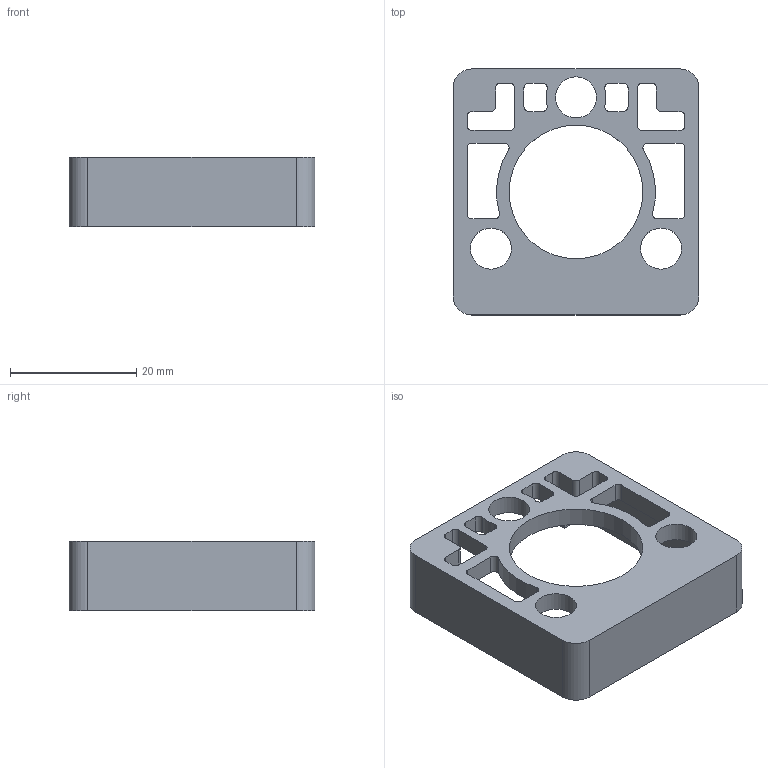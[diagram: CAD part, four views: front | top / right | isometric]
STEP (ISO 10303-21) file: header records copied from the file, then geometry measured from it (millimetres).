
FILE_DESCRIPTION(/* description */ (''),/* implementation_level */ '2;1');
FILE_NAME(/* name */ 'Laser Shroud.step',/* time_stamp */ '2023-05-02T22:52:42-06:00',/* author */ (''),/* organization */ (''),/* preprocessor_version */ 'ST-DEVELOPER v19.2',/* originating_system */ 'Autodesk Translation Framework v12.4.0.73',/* authorisation */ '');
FILE_SCHEMA (('AUTOMOTIVE_DESIGN { 1 0 10303 214 3 1 1 }'));
Length unit declared in the file: millimetre
Products named in the file (2): Laser Shroud; Laser Shroud Mount
Assembly tree (1 placements, depth 2):
  Laser Shroud
    Laser Shroud Mount
Bounding box: 39 x 39 x 11 mm (x, y, z)
Volume: 4414 mm3; surface area: 4884.1 mm2
Topology: 1 solids, 1 shells, 86 faces, 252 edges, 168 vertices
Faces by surface type: cylinder 44, plane 42
Full cylindrical faces by diameter (mm): 6.5 x3, 21.2 x1
Entity records: 2977 total; most frequent: DIRECTION 518, CARTESIAN_POINT 509, ORIENTED_EDGE 504, EDGE_CURVE 252, AXIS2_PLACEMENT_3D 177, VERTEX_POINT 168, LINE 164, VECTOR 164
